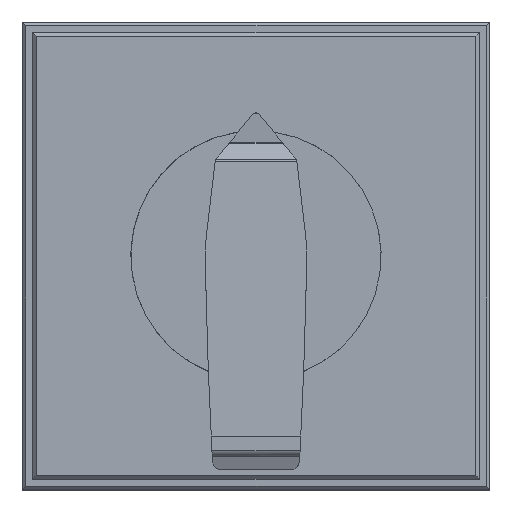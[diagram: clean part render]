
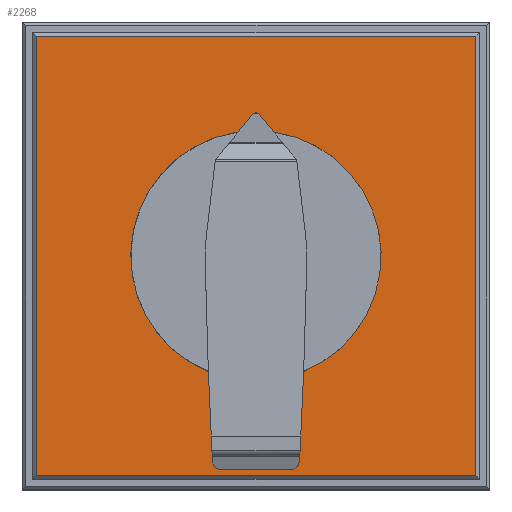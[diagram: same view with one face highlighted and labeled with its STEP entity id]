
A CAD part, top view. The second image highlights one B-rep face of the part: STEP entity #2268.
In plain terms, the highlighted planar face has unit normal (0, 0, 1).
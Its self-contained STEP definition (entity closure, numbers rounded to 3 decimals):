
#201=FACE_OUTER_BOUND('',#336,.T.);
#336=EDGE_LOOP('',(#1822,#1823,#1824,#1825));
#557=LINE('',#3567,#820);
#560=LINE('',#3572,#823);
#563=LINE('',#3578,#826);
#564=LINE('',#3579,#827);
#820=VECTOR('',#2903,1.354);
#823=VECTOR('',#2908,1.354);
#826=VECTOR('',#2913,1.);
#827=VECTOR('',#2914,1.354);
#1039=VERTEX_POINT('',#3565);
#1040=VERTEX_POINT('',#3566);
#1041=VERTEX_POINT('',#3571);
#1043=VERTEX_POINT('',#3577);
#1310=EDGE_CURVE('',#1039,#1040,#557,.T.);
#1313=EDGE_CURVE('',#1040,#1041,#560,.T.);
#1316=EDGE_CURVE('',#1043,#1039,#563,.T.);
#1317=EDGE_CURVE('',#1041,#1043,#564,.T.);
#1822=ORIENTED_EDGE('',*,*,#1316,.F.);
#1823=ORIENTED_EDGE('',*,*,#1317,.F.);
#1824=ORIENTED_EDGE('',*,*,#1313,.F.);
#1825=ORIENTED_EDGE('',*,*,#1310,.F.);
#2145=PLANE('',#2436);
#2268=ADVANCED_FACE('',(#201),#2145,.T.);
#2436=AXIS2_PLACEMENT_3D('',#3576,#2911,#2912);
#2903=DIRECTION('',(0.,1.,0.));
#2908=DIRECTION('',(1.,0.,0.));
#2911=DIRECTION('center_axis',(0.,0.,1.));
#2912=DIRECTION('ref_axis',(1.,0.,0.));
#2913=DIRECTION('',(-1.,0.,0.));
#2914=DIRECTION('',(0.,-1.,0.));
#3565=CARTESIAN_POINT('',(-42.292,-42.292,166.35));
#3566=CARTESIAN_POINT('',(-42.292,42.292,166.35));
#3567=CARTESIAN_POINT('',(-42.292,12.5,166.35));
#3571=CARTESIAN_POINT('',(42.292,42.292,166.35));
#3572=CARTESIAN_POINT('',(12.5,42.292,166.35));
#3576=CARTESIAN_POINT('Origin',(12.5,12.5,166.35));
#3577=CARTESIAN_POINT('',(42.292,-42.292,166.35));
#3578=CARTESIAN_POINT('',(12.5,-42.292,166.35));
#3579=CARTESIAN_POINT('',(42.292,12.5,166.35));
